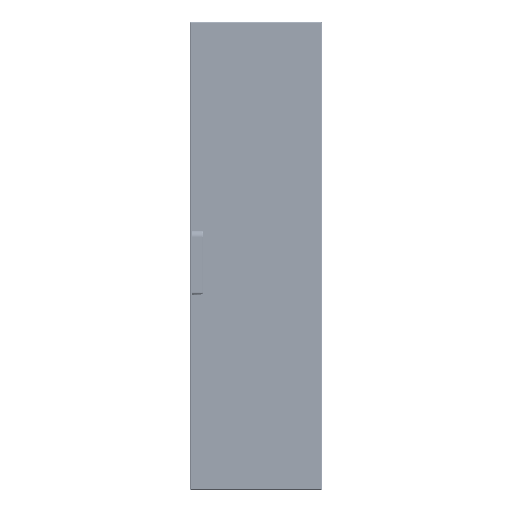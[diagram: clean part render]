
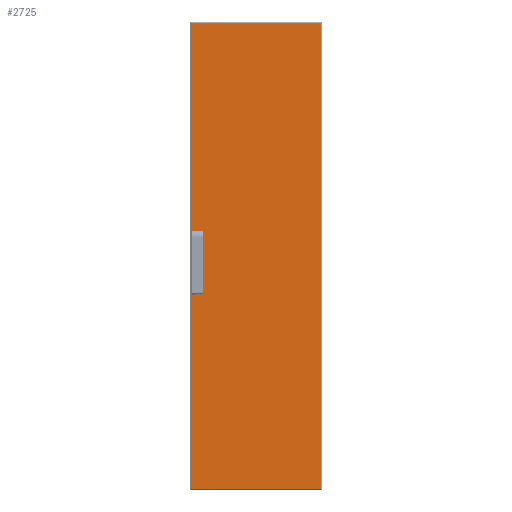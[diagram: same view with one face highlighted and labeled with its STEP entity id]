
A CAD part, top view. The second image highlights one B-rep face of the part: STEP entity #2725.
In plain terms, the highlighted planar face has unit normal (0, 0, 1).
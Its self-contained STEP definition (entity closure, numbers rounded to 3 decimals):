
#2725 = ADVANCED_FACE ( 'NONE', ( #45307, #45310 ), #38835, .T. ) ;
#9329 = ORIENTED_EDGE ( 'NONE', *, *, #57544, .F. ) ;
#9330 = ORIENTED_EDGE ( 'NONE', *, *, #57545, .F. ) ;
#9331 = ORIENTED_EDGE ( 'NONE', *, *, #57546, .F. ) ;
#9332 = ORIENTED_EDGE ( 'NONE', *, *, #57547, .F. ) ;
#9333 = ORIENTED_EDGE ( 'NONE', *, *, #57548, .F. ) ;
#9334 = ORIENTED_EDGE ( 'NONE', *, *, #57549, .F. ) ;
#9335 = ORIENTED_EDGE ( 'NONE', *, *, #57550, .F. ) ;
#9336 = ORIENTED_EDGE ( 'NONE', *, *, #57551, .F. ) ;
#9337 = ORIENTED_EDGE ( 'NONE', *, *, #57552, .F. ) ;
#9338 = ORIENTED_EDGE ( 'NONE', *, *, #57553, .F. ) ;
#9339 = ORIENTED_EDGE ( 'NONE', *, *, #57554, .F. ) ;
#9340 = ORIENTED_EDGE ( 'NONE', *, *, #57555, .F. ) ;
#9341 = ORIENTED_EDGE ( 'NONE', *, *, #57556, .T. ) ;
#9342 = ORIENTED_EDGE ( 'NONE', *, *, #57557, .T. ) ;
#9343 = ORIENTED_EDGE ( 'NONE', *, *, #57558, .T. ) ;
#9344 = ORIENTED_EDGE ( 'NONE', *, *, #57559, .T. ) ;
#9912 = EDGE_LOOP ( 'NONE', ( #9329, #9330, #9331, #9332, #9333, #9334, #9335, #9336, #9337, #9338, #9339, #9340 ) ) ;
#15660 = EDGE_LOOP ( 'NONE', ( #9341, #9342, #9343, #9344 ) ) ;
#24714 = CARTESIAN_POINT ( 'NONE',  ( 194., 694.5, 0. ) ) ;
#24715 = CARTESIAN_POINT ( 'NONE',  ( 194., -694.5, 0. ) ) ;
#24717 = CARTESIAN_POINT ( 'NONE',  ( -194., -694.5, 0. ) ) ;
#24721 = CARTESIAN_POINT ( 'NONE',  ( -194., 694.5, 0. ) ) ;
#24722 = CARTESIAN_POINT ( 'NONE',  ( -171., -50., 0. ) ) ;
#24723 = CARTESIAN_POINT ( 'NONE',  ( -163., -50., 0. ) ) ;
#24724 = CARTESIAN_POINT ( 'NONE',  ( -163., 50., 0. ) ) ;
#24725 = CARTESIAN_POINT ( 'NONE',  ( -171., 50., 0. ) ) ;
#24726 = CARTESIAN_POINT ( 'NONE',  ( -171., 54.3, 0. ) ) ;
#24727 = CARTESIAN_POINT ( 'NONE',  ( -180., 54.3, 0. ) ) ;
#24728 = CARTESIAN_POINT ( 'NONE',  ( -188., -50., 0. ) ) ;
#24729 = CARTESIAN_POINT ( 'NONE',  ( -180., 50., 0. ) ) ;
#24730 = CARTESIAN_POINT ( 'NONE',  ( -171., -54.3, 0. ) ) ;
#24731 = CARTESIAN_POINT ( 'NONE',  ( -180., -50., 0. ) ) ;
#24785 = CARTESIAN_POINT ( 'NONE',  ( -180., -54.3, 0. ) ) ;
#24824 = CARTESIAN_POINT ( 'NONE',  ( -188., 50., 0. ) ) ;
#30033 = DIRECTION ( 'NONE',  ( 0., -1., 0. ) ) ;
#30036 = CARTESIAN_POINT ( 'NONE',  ( -188., 50., 0. ) ) ;
#30039 = CARTESIAN_POINT ( 'NONE',  ( -188., -50., 0. ) ) ;
#30041 = CARTESIAN_POINT ( 'NONE',  ( -180., -54.3, 0. ) ) ;
#30042 = CARTESIAN_POINT ( 'NONE',  ( -175.5, -54.3, 0. ) ) ;
#30044 = DIRECTION ( 'NONE',  ( 0., 0., 1. ) ) ;
#30046 = DIRECTION ( 'NONE',  ( 1., 0., 0. ) ) ;
#30047 = CARTESIAN_POINT ( 'NONE',  ( -188., 50., 0. ) ) ;
#30049 = DIRECTION ( 'NONE',  ( 1., 0., 0. ) ) ;
#30051 = CARTESIAN_POINT ( 'NONE',  ( -180., 50., 0. ) ) ;
#30053 = DIRECTION ( 'NONE',  ( 0., -1., 0. ) ) ;
#30055 = DIRECTION ( 'NONE',  ( -1., 0., 0. ) ) ;
#30058 = DIRECTION ( 'NONE',  ( 0., -1., 0. ) ) ;
#30061 = DIRECTION ( 'NONE',  ( 0., 1., 0. ) ) ;
#30063 = CARTESIAN_POINT ( 'NONE',  ( -163., 50., 0. ) ) ;
#30065 = CARTESIAN_POINT ( 'NONE',  ( -171., 50., 0. ) ) ;
#30066 = CARTESIAN_POINT ( 'NONE',  ( -171., 50., 0. ) ) ;
#30068 = CARTESIAN_POINT ( 'NONE',  ( -175.5, 54.3, 0. ) ) ;
#30069 = DIRECTION ( 'NONE',  ( 0., 0., 1. ) ) ;
#30071 = DIRECTION ( 'NONE',  ( 1., 0., 0. ) ) ;
#30072 = CARTESIAN_POINT ( 'NONE',  ( -171., -50., 0. ) ) ;
#30074 = DIRECTION ( 'NONE',  ( -1., 0., 0. ) ) ;
#30076 = CARTESIAN_POINT ( 'NONE',  ( -171., -54.3, 0. ) ) ;
#30078 = DIRECTION ( 'NONE',  ( 0., 1., 0. ) ) ;
#30081 = CARTESIAN_POINT ( 'NONE',  ( -194., 697.5, 0. ) ) ;
#30082 = DIRECTION ( 'NONE',  ( 1., 0., 0. ) ) ;
#30084 = CARTESIAN_POINT ( 'NONE',  ( -194., -694.5, 0. ) ) ;
#30085 = DIRECTION ( 'NONE',  ( 0., 1., 0. ) ) ;
#30089 = DIRECTION ( 'NONE',  ( 0., -1., 0. ) ) ;
#30093 = DIRECTION ( 'NONE',  ( 1., 0., 0. ) ) ;
#30096 = CARTESIAN_POINT ( 'NONE',  ( 194., -697.5, 0. ) ) ;
#30099 = DIRECTION ( 'NONE',  ( 0., 1., 0. ) ) ;
#30101 = CARTESIAN_POINT ( 'NONE',  ( 194., 694.5, 0. ) ) ;
#30102 = DIRECTION ( 'NONE',  ( -1., 0., 0. ) ) ;
#38835 = PLANE ( 'NONE',  #58259 ) ;
#38836 = CARTESIAN_POINT ( 'NONE',  ( 0., 0., 0. ) ) ;
#38841 = DIRECTION ( 'NONE',  ( 0., 0., 1. ) ) ;
#38842 = DIRECTION ( 'NONE',  ( 1., 0., 0. ) ) ;
#45307 = FACE_BOUND ( 'NONE', #9912, .T. ) ;
#45310 = FACE_OUTER_BOUND ( 'NONE', #15660, .T. ) ;
#47070 = AXIS2_PLACEMENT_3D ( 'NONE', #30042, #30044, #30046 ) ;
#47071 = AXIS2_PLACEMENT_3D ( 'NONE', #30068, #30069, #30071 ) ;
#53682 = VERTEX_POINT ( 'NONE', #24714 ) ;
#53683 = VERTEX_POINT ( 'NONE', #24715 ) ;
#53685 = VERTEX_POINT ( 'NONE', #24717 ) ;
#53689 = VERTEX_POINT ( 'NONE', #24721 ) ;
#53690 = VERTEX_POINT ( 'NONE', #24722 ) ;
#53691 = VERTEX_POINT ( 'NONE', #24723 ) ;
#53692 = VERTEX_POINT ( 'NONE', #24724 ) ;
#53693 = VERTEX_POINT ( 'NONE', #24725 ) ;
#53694 = VERTEX_POINT ( 'NONE', #24726 ) ;
#53695 = VERTEX_POINT ( 'NONE', #24727 ) ;
#53696 = VERTEX_POINT ( 'NONE', #24728 ) ;
#53697 = VERTEX_POINT ( 'NONE', #24729 ) ;
#53698 = VERTEX_POINT ( 'NONE', #24730 ) ;
#53699 = VERTEX_POINT ( 'NONE', #24731 ) ;
#53753 = VERTEX_POINT ( 'NONE', #24785 ) ;
#53792 = VERTEX_POINT ( 'NONE', #24824 ) ;
#57544 = EDGE_CURVE ( 'NONE', #53753, #53698, #60458, .T. ) ;
#57545 = EDGE_CURVE ( 'NONE', #53699, #53753, #60464, .T. ) ;
#57546 = EDGE_CURVE ( 'NONE', #53696, #53699, #60467, .T. ) ;
#57547 = EDGE_CURVE ( 'NONE', #53792, #53696, #60468, .T. ) ;
#57548 = EDGE_CURVE ( 'NONE', #53697, #53792, #60471, .T. ) ;
#57549 = EDGE_CURVE ( 'NONE', #53695, #53697, #60474, .T. ) ;
#57550 = EDGE_CURVE ( 'NONE', #53694, #53695, #60477, .T. ) ;
#57551 = EDGE_CURVE ( 'NONE', #53693, #53694, #60480, .T. ) ;
#57552 = EDGE_CURVE ( 'NONE', #53692, #53693, #60483, .T. ) ;
#57553 = EDGE_CURVE ( 'NONE', #53691, #53692, #60485, .T. ) ;
#57554 = EDGE_CURVE ( 'NONE', #53690, #53691, #60488, .T. ) ;
#57555 = EDGE_CURVE ( 'NONE', #53698, #53690, #60490, .T. ) ;
#57556 = EDGE_CURVE ( 'NONE', #53689, #53685, #60493, .T. ) ;
#57557 = EDGE_CURVE ( 'NONE', #53685, #53683, #60496, .T. ) ;
#57558 = EDGE_CURVE ( 'NONE', #53683, #53682, #60502, .T. ) ;
#57559 = EDGE_CURVE ( 'NONE', #53682, #53689, #60505, .T. ) ;
#58259 = AXIS2_PLACEMENT_3D ( 'NONE', #38836, #38841, #38842 ) ;
#60458 = CIRCLE ( 'NONE', #47070, 4.5 ) ;
#60464 = LINE ( 'NONE', #30041, #60470 ) ;
#60467 = LINE ( 'NONE', #30039, #60473 ) ;
#60468 = LINE ( 'NONE', #30036, #60476 ) ;
#60470 = VECTOR ( 'NONE', #30033, 1000. ) ;
#60471 = LINE ( 'NONE', #30047, #60479 ) ;
#60473 = VECTOR ( 'NONE', #30049, 1000. ) ;
#60474 = LINE ( 'NONE', #30051, #60482 ) ;
#60476 = VECTOR ( 'NONE', #30053, 1000. ) ;
#60477 = CIRCLE ( 'NONE', #47071, 4.5 ) ;
#60479 = VECTOR ( 'NONE', #30055, 1000. ) ;
#60480 = LINE ( 'NONE', #30066, #60486 ) ;
#60482 = VECTOR ( 'NONE', #30058, 1000. ) ;
#60483 = LINE ( 'NONE', #30065, #60489 ) ;
#60485 = LINE ( 'NONE', #30063, #60491 ) ;
#60486 = VECTOR ( 'NONE', #30061, 1000. ) ;
#60488 = LINE ( 'NONE', #30072, #60494 ) ;
#60489 = VECTOR ( 'NONE', #30074, 1000. ) ;
#60490 = LINE ( 'NONE', #30076, #60497 ) ;
#60491 = VECTOR ( 'NONE', #30078, 1000. ) ;
#60493 = LINE ( 'NONE', #30081, #60500 ) ;
#60494 = VECTOR ( 'NONE', #30082, 1000. ) ;
#60496 = LINE ( 'NONE', #30084, #60503 ) ;
#60497 = VECTOR ( 'NONE', #30085, 1000. ) ;
#60500 = VECTOR ( 'NONE', #30089, 1000. ) ;
#60502 = LINE ( 'NONE', #30096, #60506 ) ;
#60503 = VECTOR ( 'NONE', #30093, 1000. ) ;
#60505 = LINE ( 'NONE', #30101, #60509 ) ;
#60506 = VECTOR ( 'NONE', #30099, 1000. ) ;
#60509 = VECTOR ( 'NONE', #30102, 1000. ) ;
